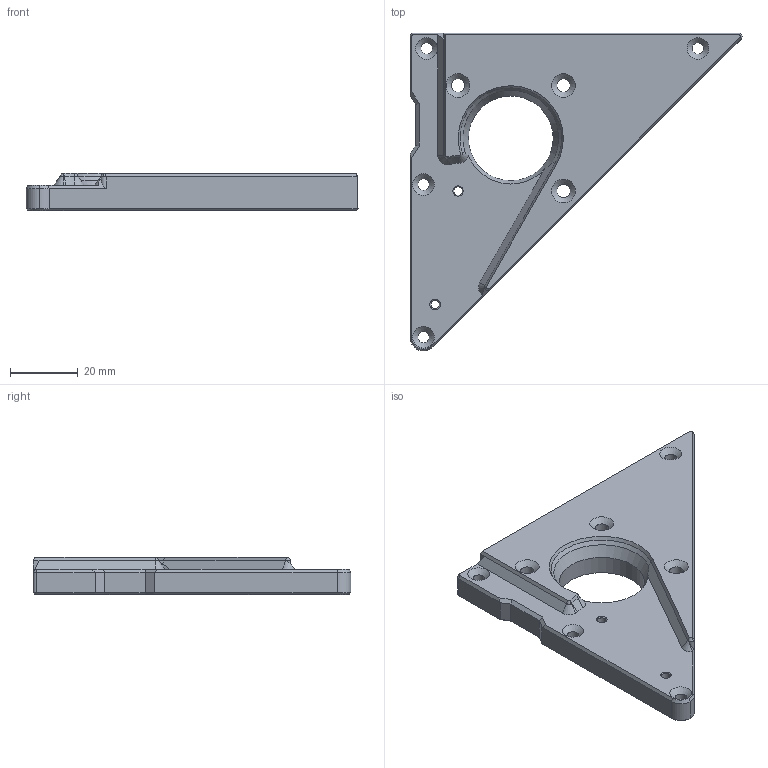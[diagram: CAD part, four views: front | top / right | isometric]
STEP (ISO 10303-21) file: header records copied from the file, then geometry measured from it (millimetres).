
FILE_DESCRIPTION(('HOOPS Exchange Step'),'2;1');
FILE_NAME('temp_export','2024-12-21T17:11:04+08:00',('27699'),('Shapr3D Limited'),'HOOPS Exchange 2024.6','Shapr3D','Authorized');
FILE_SCHEMA( ('AP242_MANAGED_MODEL_BASED_3D_ENGINEERING_MIM_LF {1 0 10303 442 1 1 4 }') );
Length unit declared in the file: millimetre
Products named in the file (1): 右电机安装板
Bounding box: 97.91 x 93.66 x 11 mm (x, y, z)
Volume: 40768.4 mm3; surface area: 13253.1 mm2
Topology: 1 solids, 1 shells, 94 faces, 245 edges, 154 vertices
Faces by surface type: cone 44, plane 33, cylinder 17
Full cylindrical faces by diameter (mm): 2.5 x2, 2.7 x2, 3.4 x4, 4 x3, 25 x1
Entity records: 3027 total; most frequent: CARTESIAN_POINT 580, DIRECTION 534, ORIENTED_EDGE 490, EDGE_CURVE 245, AXIS2_PLACEMENT_3D 209, VERTEX_POINT 154, VECTOR 116, LINE 116
